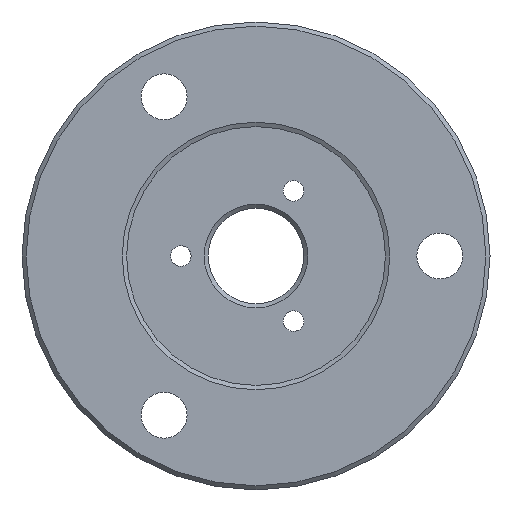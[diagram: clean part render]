
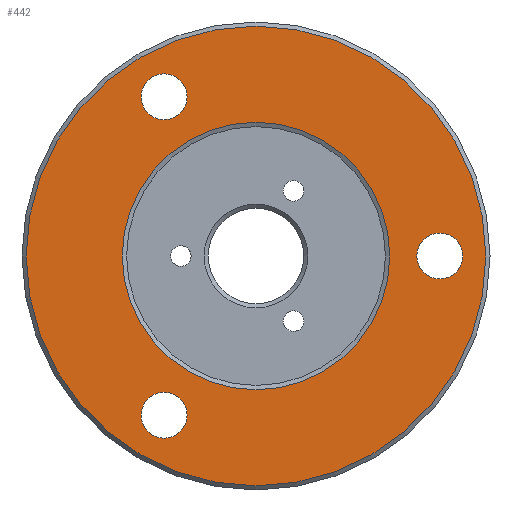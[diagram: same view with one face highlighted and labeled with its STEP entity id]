
A CAD part, left-side view. The second image highlights one B-rep face of the part: STEP entity #442.
In plain terms, the highlighted planar face has unit normal (-1, 0, 0).
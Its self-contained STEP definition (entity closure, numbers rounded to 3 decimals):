
#22=PLANE('',#497);
#54=FACE_BOUND('',#136,.T.);
#55=FACE_BOUND('',#137,.T.);
#56=FACE_BOUND('',#138,.T.);
#57=FACE_BOUND('',#139,.T.);
#58=FACE_BOUND('',#140,.T.);
#136=EDGE_LOOP('',(#352));
#137=EDGE_LOOP('',(#353));
#138=EDGE_LOOP('',(#354));
#139=EDGE_LOOP('',(#355));
#140=EDGE_LOOP('',(#356));
#211=CIRCLE('',#496,27.5);
#212=CIRCLE('',#498,16.);
#213=CIRCLE('',#499,2.75);
#214=CIRCLE('',#500,2.75);
#215=CIRCLE('',#501,2.75);
#253=VERTEX_POINT('',#752);
#254=VERTEX_POINT('',#755);
#255=VERTEX_POINT('',#757);
#256=VERTEX_POINT('',#759);
#257=VERTEX_POINT('',#761);
#298=EDGE_CURVE('',#253,#253,#211,.T.);
#299=EDGE_CURVE('',#254,#254,#212,.T.);
#300=EDGE_CURVE('',#255,#255,#213,.T.);
#301=EDGE_CURVE('',#256,#256,#214,.T.);
#302=EDGE_CURVE('',#257,#257,#215,.T.);
#352=ORIENTED_EDGE('',*,*,#299,.T.);
#353=ORIENTED_EDGE('',*,*,#300,.T.);
#354=ORIENTED_EDGE('',*,*,#301,.T.);
#355=ORIENTED_EDGE('',*,*,#302,.T.);
#356=ORIENTED_EDGE('',*,*,#298,.F.);
#442=ADVANCED_FACE('',(#54,#55,#56,#57,#58),#22,.T.);
#496=AXIS2_PLACEMENT_3D('',#753,#601,#602);
#497=AXIS2_PLACEMENT_3D('',#754,#603,#604);
#498=AXIS2_PLACEMENT_3D('',#756,#605,#606);
#499=AXIS2_PLACEMENT_3D('',#758,#607,#608);
#500=AXIS2_PLACEMENT_3D('',#760,#609,#610);
#501=AXIS2_PLACEMENT_3D('',#762,#611,#612);
#601=DIRECTION('center_axis',(1.,0.,0.));
#602=DIRECTION('ref_axis',(0.,-1.,0.));
#603=DIRECTION('center_axis',(-1.,0.,0.));
#604=DIRECTION('ref_axis',(0.,0.,1.));
#605=DIRECTION('center_axis',(1.,0.,0.));
#606=DIRECTION('ref_axis',(0.,0.,-1.));
#607=DIRECTION('center_axis',(1.,0.,0.));
#608=DIRECTION('ref_axis',(0.,0.,-1.));
#609=DIRECTION('center_axis',(1.,0.,0.));
#610=DIRECTION('ref_axis',(0.,0.866,0.5));
#611=DIRECTION('center_axis',(1.,0.,0.));
#612=DIRECTION('ref_axis',(0.,-0.866,0.5));
#752=CARTESIAN_POINT('',(-13.137,24.119,0.));
#753=CARTESIAN_POINT('Origin',(-13.137,-3.381,0.));
#754=CARTESIAN_POINT('Origin',(-13.137,24.619,0.));
#755=CARTESIAN_POINT('',(-13.137,12.619,0.));
#756=CARTESIAN_POINT('Origin',(-13.137,-3.381,0.));
#757=CARTESIAN_POINT('',(-13.137,-25.381,2.75));
#758=CARTESIAN_POINT('Origin',(-13.137,-25.381,0.));
#759=CARTESIAN_POINT('',(-13.137,5.237,-20.428));
#760=CARTESIAN_POINT('Origin',(-13.137,7.619,-19.053));
#761=CARTESIAN_POINT('',(-13.137,10.,17.678));
#762=CARTESIAN_POINT('Origin',(-13.137,7.619,19.053));
